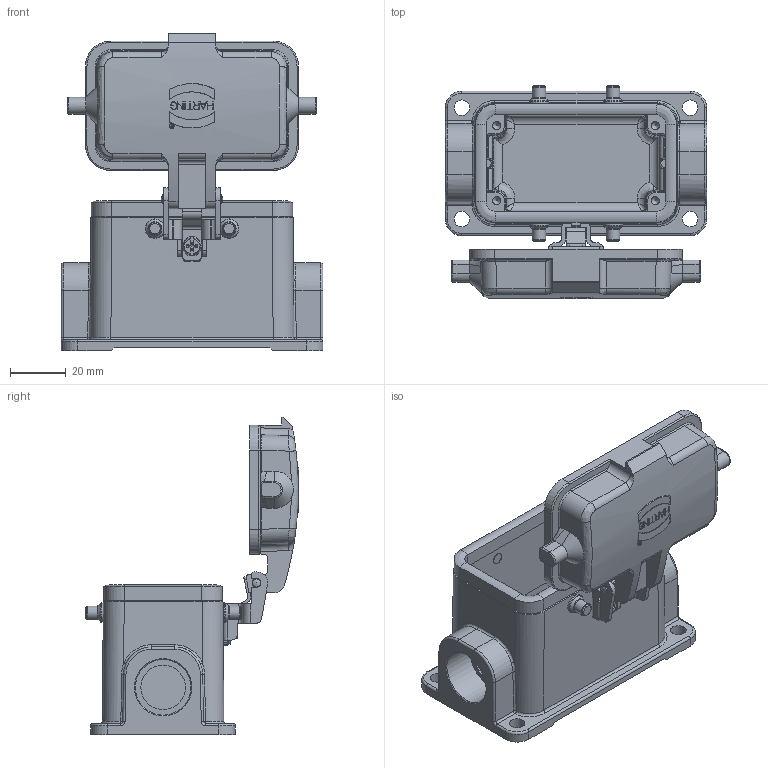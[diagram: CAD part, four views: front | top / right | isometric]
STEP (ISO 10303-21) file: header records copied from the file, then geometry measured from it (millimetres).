
FILE_DESCRIPTION(/* description */ (''),/* implementation_level */ '2;1');
FILE_NAME(/* name */ '100195577ugm000_c.stp',/* time_stamp */ '2017-11-03T15:44:53+01:00',/* author */ (''),/* organization */ (''),/* preprocessor_version */ 'ST-DEVELOPER v16',/* originating_system */ 'SIEMENS PLM Software NX 10.0',/* authorisation */ '');
FILE_SCHEMA (('AUTOMOTIVE_DESIGN { 1 0 10303 214 3 1 1 1 }'));
Length unit declared in the file: millimetre
Products named in the file (1): 100195577ugm000_c
Bounding box: 94 x 76.81 x 114 mm (x, y, z)
Volume: 93090.4 mm3; surface area: 50715 mm2
Topology: 2 solids, 2 shells, 777 faces, 2069 edges, 1323 vertices
Faces by surface type: plane 340, cylinder 240, bspline 122, cone 36, torus 33, sphere 6
Full cylindrical faces by diameter (mm): 1.52 x1, 1.68 x1, 3 x6, 3.3 x1, 4 x4, 4.8 x4, 5.6 x4, 7 x5, 16 x1, 18.6 x1, 20 x1
Entity records: 32191 total; most frequent: CARTESIAN_POINT 10076, ORIENTED_EDGE 3860, DIRECTION 3583, EDGE_CURVE 1930, AXIS2_PLACEMENT_3D 1286, VERTEX_POINT 1257, LINE 1011, VECTOR 1011
